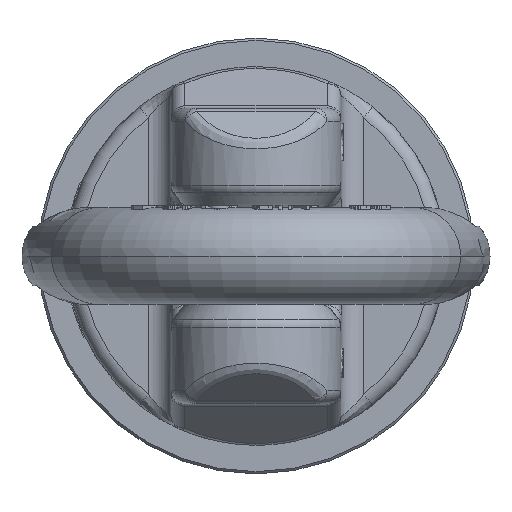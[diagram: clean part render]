
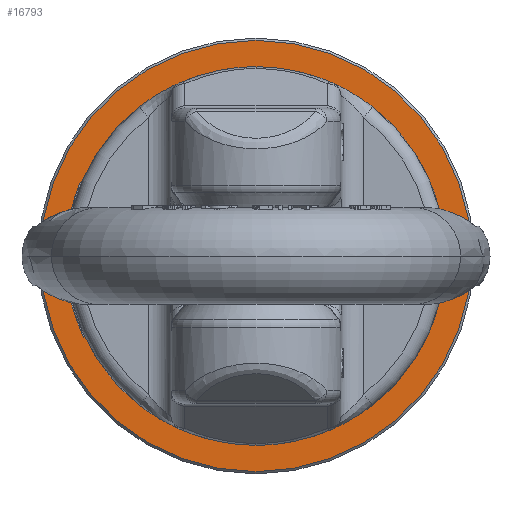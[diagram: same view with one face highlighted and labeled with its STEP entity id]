
A CAD part, left-side view. The second image highlights one B-rep face of the part: STEP entity #16793.
In plain terms, the highlighted planar face has unit normal (-1, 0, 0).
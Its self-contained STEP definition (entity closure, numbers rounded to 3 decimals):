
#16666=CARTESIAN_POINT('',(0.,0.,0.));
#16667=DIRECTION('',(-1.,0.,0.));
#16668=DIRECTION('',(0.,1.,0.));
#16669=AXIS2_PLACEMENT_3D('',#16666,#16667,#16668);
#16671=CARTESIAN_POINT('',(0.,0.,0.));
#16672=DIRECTION('',(-1.,0.,0.));
#16673=DIRECTION('',(0.,-1.,0.));
#16674=AXIS2_PLACEMENT_3D('',#16671,#16672,#16673);
#16774=CARTESIAN_POINT('',(0.,47.,0.));
#16775=CARTESIAN_POINT('',(0.,-47.,0.));
#16776=VERTEX_POINT('',#16774);
#16777=VERTEX_POINT('',#16775);
#16782=CARTESIAN_POINT('',(0.,0.,0.));
#16783=DIRECTION('',(1.,0.,0.));
#16784=DIRECTION('',(0.,1.,0.));
#16785=AXIS2_PLACEMENT_3D('',#16782,#16783,#16784);
#16786=PLANE('',#16785);
#16788=ORIENTED_EDGE('',*,*,#16787,.F.);
#16790=ORIENTED_EDGE('',*,*,#16789,.F.);
#16791=EDGE_LOOP('',(#16788,#16790));
#16792=FACE_OUTER_BOUND('',#16791,.F.);
#16793=ADVANCED_FACE('',(#16792),#16786,.F.);
#16670=CIRCLE('',#16669,47.);
#16675=CIRCLE('',#16674,47.);
#16787=EDGE_CURVE('',#16776,#16777,#16670,.T.);
#16789=EDGE_CURVE('',#16777,#16776,#16675,.T.);
